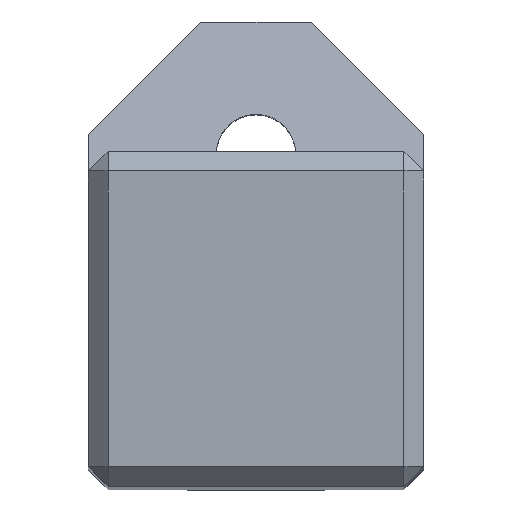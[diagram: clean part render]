
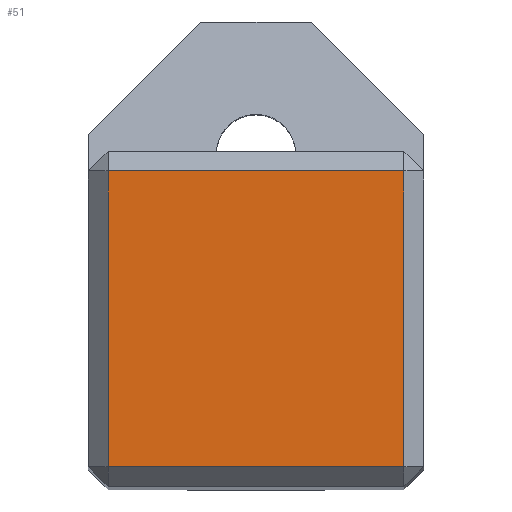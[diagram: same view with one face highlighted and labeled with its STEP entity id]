
A CAD part, top view. The second image highlights one B-rep face of the part: STEP entity #51.
In plain terms, the highlighted planar face has unit normal (0, 0, 1).
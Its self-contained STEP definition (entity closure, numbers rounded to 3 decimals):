
#51=ADVANCED_FACE('',(#104),#79,.F.);
#79=PLANE('',#589);
#104=FACE_OUTER_BOUND('',#132,.T.);
#132=EDGE_LOOP('',(#199,#200,#201,#202));
#199=ORIENTED_EDGE('',*,*,#381,.T.);
#200=ORIENTED_EDGE('',*,*,#382,.T.);
#201=ORIENTED_EDGE('',*,*,#383,.T.);
#202=ORIENTED_EDGE('',*,*,#384,.T.);
#331=VERTEX_POINT('',#839);
#332=VERTEX_POINT('',#840);
#333=VERTEX_POINT('',#842);
#334=VERTEX_POINT('',#844);
#381=EDGE_CURVE('',#331,#332,#449,.T.);
#382=EDGE_CURVE('',#332,#333,#450,.T.);
#383=EDGE_CURVE('',#333,#334,#451,.T.);
#384=EDGE_CURVE('',#334,#331,#452,.T.);
#449=LINE('',#838,#516);
#450=LINE('',#841,#517);
#451=LINE('',#843,#518);
#452=LINE('',#845,#519);
#516=VECTOR('',#673,1.);
#517=VECTOR('',#674,1.);
#518=VECTOR('',#675,1.);
#519=VECTOR('',#676,1.);
#589=AXIS2_PLACEMENT_3D('',#846,#677,#678);
#673=DIRECTION('',(1.,0.,0.));
#674=DIRECTION('',(0.,1.,0.));
#675=DIRECTION('',(-1.,0.,0.));
#676=DIRECTION('',(0.,-1.,0.));
#677=DIRECTION('',(0.,0.,-1.));
#678=DIRECTION('',(-1.,0.,0.));
#838=CARTESIAN_POINT('',(-25.4,1.5,0.));
#839=CARTESIAN_POINT('',(-23.9,1.5,0.));
#840=CARTESIAN_POINT('',(-1.5,1.5,0.));
#841=CARTESIAN_POINT('',(-1.5,25.4,0.));
#842=CARTESIAN_POINT('',(-1.5,23.9,0.));
#843=CARTESIAN_POINT('',(-25.4,23.9,0.));
#844=CARTESIAN_POINT('',(-23.9,23.9,0.));
#845=CARTESIAN_POINT('',(-23.9,25.4,0.));
#846=CARTESIAN_POINT('',(-25.4,25.4,0.));
